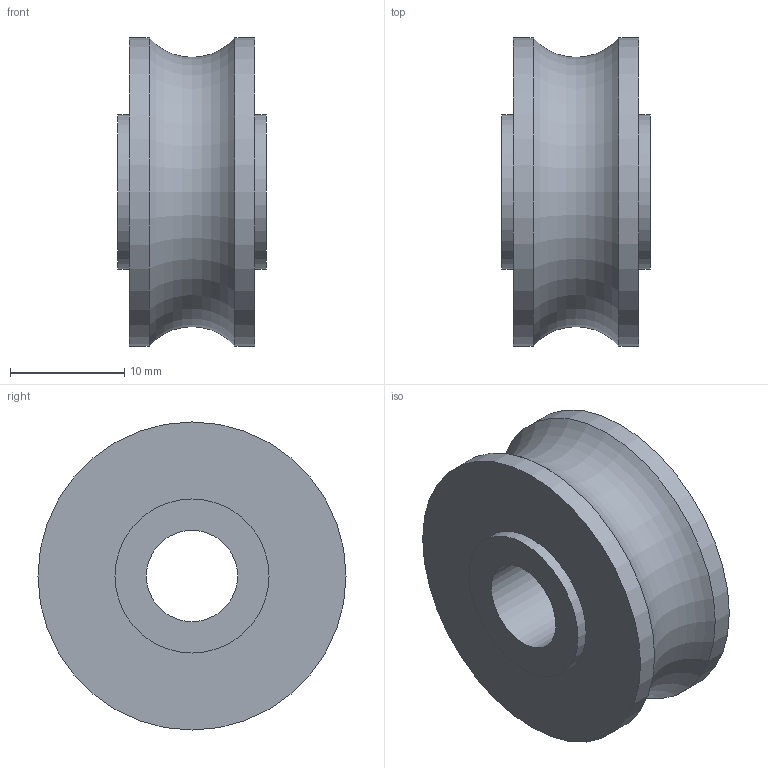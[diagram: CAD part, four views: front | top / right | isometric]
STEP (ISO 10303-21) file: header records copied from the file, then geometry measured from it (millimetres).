
FILE_DESCRIPTION(/* description */ ('KriTec Laufrolle D10 Rundschliff'),/* implementation_level */ '2;1');
FILE_NAME(/* name */ '11226 KriTec Laufrolle D10 Rundschliff.stp',/* time_stamp */ '2019-11-14T15:09:25+01:00',/* author */ ('Nell'),/* organization */ (''),/* preprocessor_version */ 'ST-DEVELOPER v17',/* originating_system */ 'Autodesk Inventor 2018',/* authorisation */ '');
FILE_SCHEMA (('AUTOMOTIVE_DESIGN { 1 0 10303 214 3 1 1 }'));
Length unit declared in the file: millimetre
Products named in the file (1): 11226
Bounding box: 13 x 27 x 27 mm (x, y, z)
Volume: 5218.4 mm3; surface area: 2413.1 mm2
Topology: 1 solids, 1 shells, 10 faces, 27 edges, 21 vertices
Faces by surface type: cylinder 5, plane 4, torus 1
Full cylindrical faces by diameter (mm): 8 x1, 13.5 x2, 27 x2
Entity records: 388 total; most frequent: DIRECTION 71, CARTESIAN_POINT 59, ORIENTED_EDGE 54, AXIS2_PLACEMENT_3D 33, EDGE_CURVE 27, CIRCLE 22, VERTEX_POINT 21, EDGE_LOOP 14
